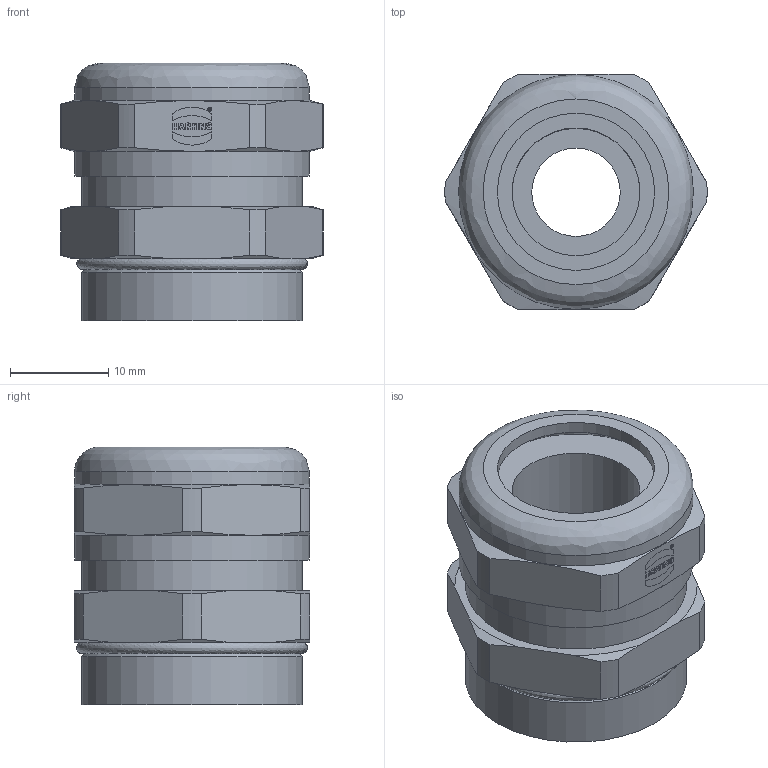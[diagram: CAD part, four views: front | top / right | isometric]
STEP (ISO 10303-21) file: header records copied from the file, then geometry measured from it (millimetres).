
FILE_DESCRIPTION(/* description */ (''),/* implementation_level */ '2;1');
FILE_NAME(/* name */ '100917790ugm000_a.stp',/* time_stamp */ '2020-10-08T06:59:15+02:00',/* author */ (''),/* organization */ (''),/* preprocessor_version */ 'ST-DEVELOPER v16.7',/* originating_system */ 'SIEMENS PLM Software NX 1911',/* authorisation */ '');
FILE_SCHEMA (('AUTOMOTIVE_DESIGN { 1 0 10303 214 3 1 1 1 }'));
Length unit declared in the file: millimetre
Products named in the file (1): 100917790ugm000_a
Bounding box: 26.69 x 24 x 26.25 mm (x, y, z)
Volume: 8012.3 mm3; surface area: 5641.9 mm2
Topology: 2 solids, 2 shells, 81 faces, 252 edges, 197 vertices
Faces by surface type: plane 37, cylinder 24, cone 16, bspline 4
Full cylindrical faces by diameter (mm): 9 x1, 13 x1, 16 x2, 20.8 x1, 21.16 x1, 21.8 x2, 22.5 x2, 23.9 x2
Entity records: 3242 total; most frequent: CARTESIAN_POINT 878, ORIENTED_EDGE 458, DIRECTION 406, EDGE_CURVE 229, VERTEX_POINT 193, AXIS2_PLACEMENT_3D 149, EDGE_LOOP 126, LINE 108
